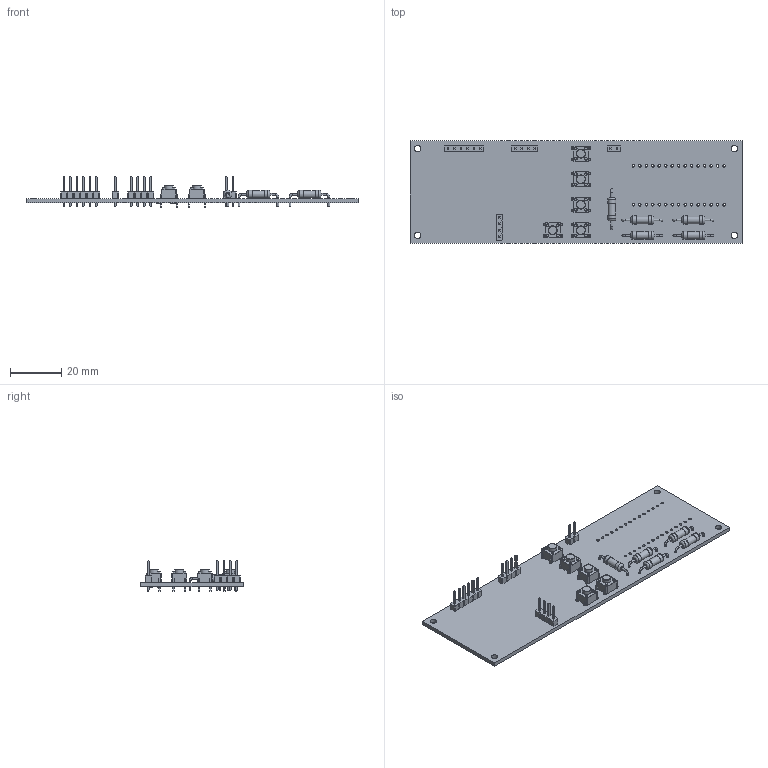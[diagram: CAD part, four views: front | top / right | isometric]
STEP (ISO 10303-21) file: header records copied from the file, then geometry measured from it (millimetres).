
FILE_DESCRIPTION(('KiCad electronic assembly'),'2;1');
FILE_NAME('Meteo_station.step','2024-01-19T10:16:08',('Pcbnew'),('Kicad' ),'Open CASCADE STEP processor 7.6','KiCad to STEP converter', 'Unknown');
FILE_SCHEMA(('AUTOMOTIVE_DESIGN { 1 0 10303 214 1 1 1 1 }'));
Length unit declared in the file: millimetre
Products named in the file (14): Meteo_station 1; R_Axial_DIN0309_L9.0mm_D3.2mm_P15.24mm_Horizontal; SOLID; SW_PUSH_6mm_H5mm; PinHeader_1x02_P2.54mm_Vertical; PinHeader_1x04_P2.54mm_Vertical; PinHeader_1x06_P2.54mm_Vertical; R_0805_2012Metric; Meteo_station PCB
Assembly tree (23 placements, depth 3):
  Meteo_station 1
    R_Axial_DIN0309_L9.0mm_D3.2mm_P15.24mm_Horizontal  x5
      SOLID
    SW_PUSH_6mm_H5mm  x5
      SOLID
    PinHeader_1x02_P2.54mm_Vertical
      SOLID
    PinHeader_1x04_P2.54mm_Vertical  x2
      SOLID
    PinHeader_1x06_P2.54mm_Vertical
      SOLID
    R_0805_2012Metric  x2
      SOLID
    Meteo_station PCB
Bounding box: 130 x 40 x 12.04 mm (x, y, z)
Volume: 9492.7 mm3; surface area: 13748.8 mm2
Topology: 17 solids, 17 shells, 1148 faces, 2860 edges, 1823 vertices
Faces by surface type: plane 787, cylinder 336, torus 25
Full cylindrical faces by diameter (mm): 0.7 x20, 0.8 x10, 1 x66, 1.1 x20, 2.5 x4, 2.88 x5, 3.2 x10, 3.5 x5
Entity records: 37562 total; most frequent: CARTESIAN_POINT 6713, DIRECTION 5194, LINE 3477, VECTOR 3477, ORIENTED_EDGE 2676, PCURVE 2676, DEFINITIONAL_REPRESENTATION 2676, EDGE_CURVE 1338
